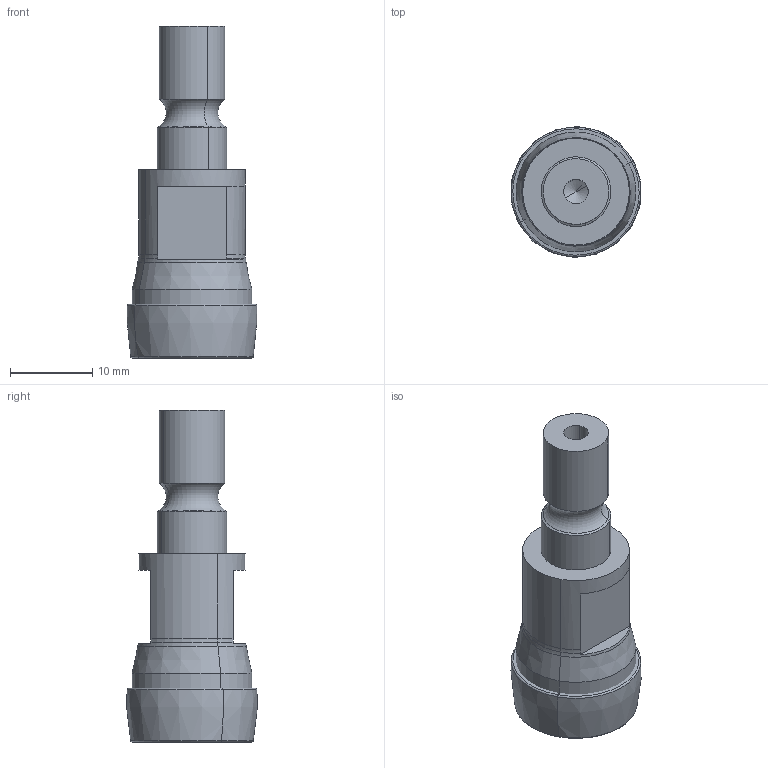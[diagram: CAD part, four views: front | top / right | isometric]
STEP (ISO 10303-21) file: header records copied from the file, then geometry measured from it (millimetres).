
FILE_DESCRIPTION(('CATIA V5 STEP','CAx-IF Rec.Pracs.--- Model Styling and Organization---1.2---2011-12-15'),'2;1');
FILE_NAME('TBR90 416-M08-06-STPL.stp','2022-10-31T01:16:15+00:00',('none'),('none'),'CATIA Version 5 Release 21 SP 5 (IN-10)','CATIA V5 STEP AP214','none');
FILE_SCHEMA(('AUTOMOTIVE_DESIGN { 1 0 10303 214 1 1 1 1 }'));
Length unit declared in the file: millimetre
Products named in the file (1): TBR90 416-M08-06
Bounding box: 15.8 x 15.94 x 40.45 mm (x, y, z)
Volume: 4653.4 mm3; surface area: 2738.4 mm2
Topology: 2 solids, 2 shells, 61 faces, 161 edges, 102 vertices
Faces by surface type: torus 18, cone 14, cylinder 12, plane 9, revolution 8
Entity records: 2435 total; most frequent: CARTESIAN_POINT 1112, ORIENTED_EDGE 298, DIRECTION 179, EDGE_CURVE 149, AXIS2_PLACEMENT_3D 106, VERTEX_POINT 93, CIRCLE 78, EDGE_LOOP 64
